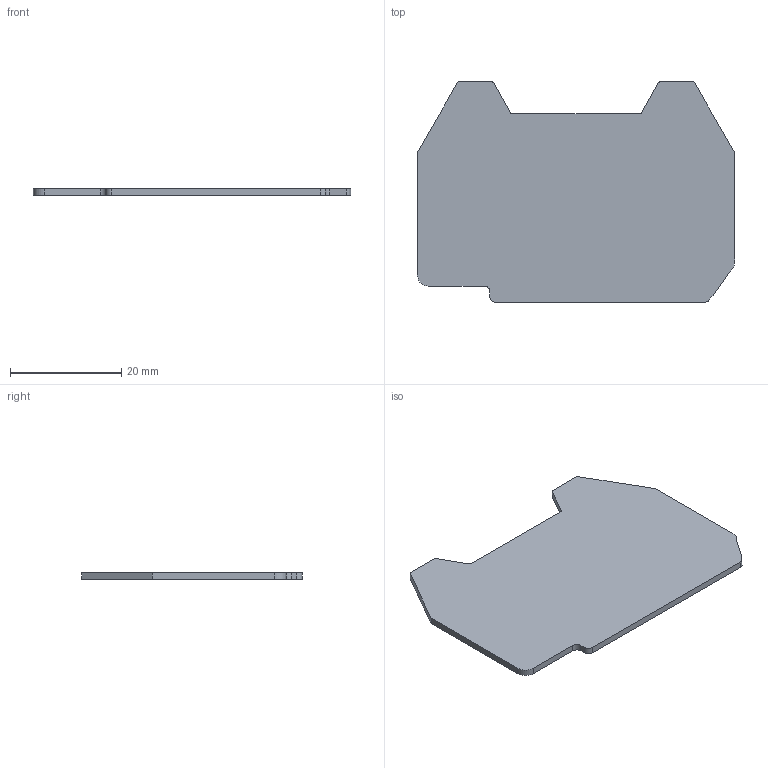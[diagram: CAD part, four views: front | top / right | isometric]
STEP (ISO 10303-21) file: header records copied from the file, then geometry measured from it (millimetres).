
FILE_DESCRIPTION (( 'STEP AP214' ), '1' );
FILE_NAME ('444130_NPP-AVK 2,5 CC_Beige.STP', '2013-11-14T15:00:06', ( 'arge' ), ( 'Microsoft' ), 'SwSTEP 2.0', 'SolidWorks 2013', '' );
FILE_SCHEMA (( 'AUTOMOTIVE_DESIGN' ));
Length unit declared in the file: millimetre
Products named in the file (1): 444130_NPP-AVK 2,5 CC_Beige
Bounding box: 57.1 x 39.65 x 1.2 mm (x, y, z)
Volume: 2356.6 mm3; surface area: 4148.8 mm2
Topology: 1 solids, 1 shells, 25 faces, 69 edges, 46 vertices
Faces by surface type: plane 15, cylinder 10
Entity records: 837 total; most frequent: DIRECTION 141, CARTESIAN_POINT 141, ORIENTED_EDGE 138, EDGE_CURVE 69, VECTOR 49, LINE 49, AXIS2_PLACEMENT_3D 46, VERTEX_POINT 46
